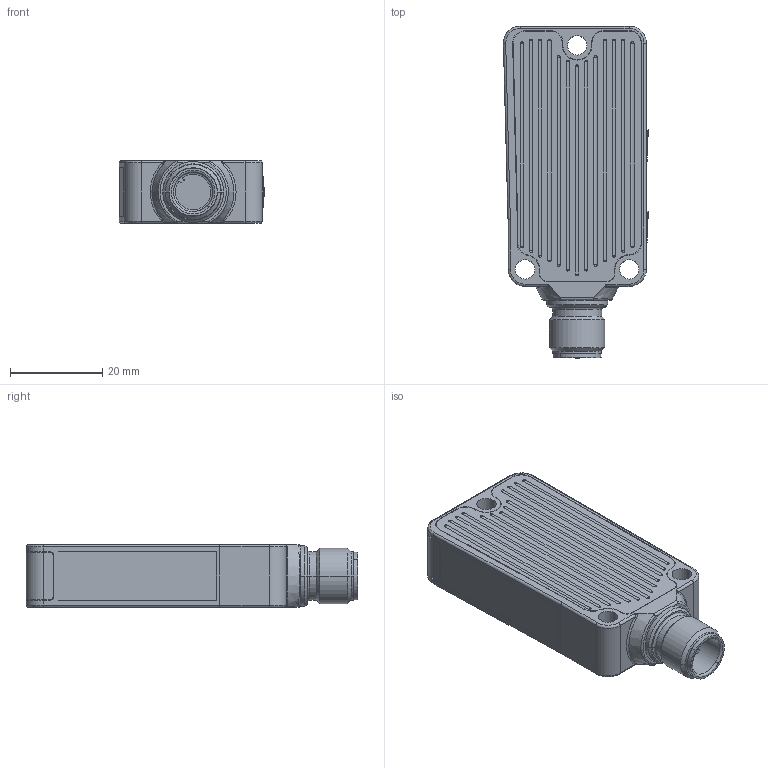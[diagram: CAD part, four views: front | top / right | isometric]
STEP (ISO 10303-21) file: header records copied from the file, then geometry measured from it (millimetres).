
FILE_DESCRIPTION((''),'2;1');
FILE_NAME('CAD0882_MLV41-8-H_M12','2007-06-13T',('clanger'),(''),'PRO/ENGINEER BY PARAMETRIC TECHNOLOGY CORPORATION, 2006300','PRO/ENGINEER BY PARAMETRIC TECHNOLOGY CORPORATION, 2006300','');
FILE_SCHEMA(('CONFIG_CONTROL_DESIGN'));
Length unit declared in the file: millimetre
Products named in the file (1): CAD0882_MLV41-8-H_M12
Bounding box: 31.5 x 72 x 13.6 mm (x, y, z)
Volume: 23865.6 mm3; surface area: 8385.2 mm2
Topology: 1 solids, 5 shells, 453 faces, 1129 edges, 733 vertices
Faces by surface type: plane 169, cylinder 159, sphere 64, torus 28, bspline 20, cone 13
Entity records: 18393 total; most frequent: CARTESIAN_POINT 3962, DIRECTION 2322, ORIENTED_EDGE 2238, PRESENTATION_STYLE_ASSIGNMENT 1135, STYLED_ITEM 1135, CURVE_STYLE 1132, EDGE_CURVE 1119, AXIS2_PLACEMENT_3D 853
